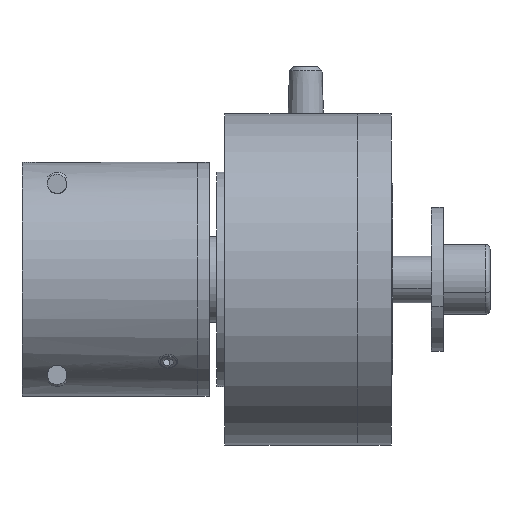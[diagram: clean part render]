
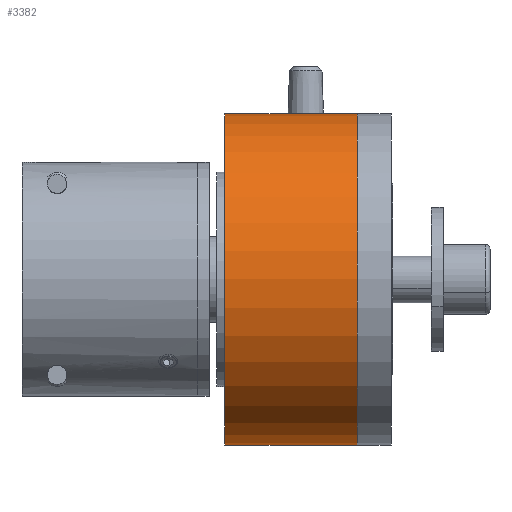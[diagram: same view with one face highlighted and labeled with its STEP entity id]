
A CAD part, front view. The second image highlights one B-rep face of the part: STEP entity #3382.
In plain terms, the highlighted cylindrical face has radius 42.5 mm (diameter 85 mm), a partial arc.
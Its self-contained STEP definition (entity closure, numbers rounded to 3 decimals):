
#947 = ORIENTED_EDGE ( 'NONE', *, *, #10859, .T. ) ;
#1500 = CIRCLE ( 'NONE', #10371, 42.5 ) ;
#3264 = DIRECTION ( 'NONE',  ( -1., 0., 0. ) ) ;
#3285 = DIRECTION ( 'NONE',  ( -1., 0., 0. ) ) ;
#3382 = ADVANCED_FACE ( 'NONE', ( #15510 ), #15010, .T. ) ;
#5368 = DIRECTION ( 'NONE',  ( -1., 0., 0. ) ) ;
#6063 = EDGE_CURVE ( 'NONE', #7269, #16651, #19136, .T. ) ;
#6226 = DIRECTION ( 'NONE',  ( 0., 0., 1. ) ) ;
#6239 = VECTOR ( 'NONE', #3285, 1000. ) ;
#6716 = EDGE_CURVE ( 'NONE', #7269, #17061, #1500, .T. ) ;
#6813 = LINE ( 'NONE', #19248, #8292 ) ;
#6992 = CARTESIAN_POINT ( 'NONE',  ( 36.8, 0., 42.5 ) ) ;
#7269 = VERTEX_POINT ( 'NONE', #18386 ) ;
#8292 = VECTOR ( 'NONE', #13001, 1000. ) ;
#8561 = CIRCLE ( 'NONE', #9191, 42.5 ) ;
#9191 = AXIS2_PLACEMENT_3D ( 'NONE', #15491, #10620, #16806 ) ;
#10371 = AXIS2_PLACEMENT_3D ( 'NONE', #12638, #3264, #6226 ) ;
#10511 = CARTESIAN_POINT ( 'NONE',  ( -39.259, 0., -42.5 ) ) ;
#10620 = DIRECTION ( 'NONE',  ( -1., 0., 0. ) ) ;
#10859 = EDGE_CURVE ( 'NONE', #17061, #18640, #6813, .T. ) ;
#12638 = CARTESIAN_POINT ( 'NONE',  ( 36.8, 0., 0. ) ) ;
#13001 = DIRECTION ( 'NONE',  ( -1., 0., 0. ) ) ;
#13565 = CARTESIAN_POINT ( 'NONE',  ( 2.8, 0., 42.5 ) ) ;
#14778 = DIRECTION ( 'NONE',  ( 0., 0., 1. ) ) ;
#15010 = CYLINDRICAL_SURFACE ( 'NONE', #17277, 42.5 ) ;
#15101 = EDGE_LOOP ( 'NONE', ( #20315, #15543, #947, #18542 ) ) ;
#15491 = CARTESIAN_POINT ( 'NONE',  ( 2.8, 0., 0. ) ) ;
#15510 = FACE_OUTER_BOUND ( 'NONE', #15101, .T. ) ;
#15543 = ORIENTED_EDGE ( 'NONE', *, *, #6716, .T. ) ;
#16651 = VERTEX_POINT ( 'NONE', #18430 ) ;
#16806 = DIRECTION ( 'NONE',  ( 0., 0., 1. ) ) ;
#17061 = VERTEX_POINT ( 'NONE', #6992 ) ;
#17206 = EDGE_CURVE ( 'NONE', #16651, #18640, #8561, .T. ) ;
#17277 = AXIS2_PLACEMENT_3D ( 'NONE', #18038, #5368, #14778 ) ;
#18038 = CARTESIAN_POINT ( 'NONE',  ( -39.259, 0., 0. ) ) ;
#18386 = CARTESIAN_POINT ( 'NONE',  ( 36.8, 0., -42.5 ) ) ;
#18430 = CARTESIAN_POINT ( 'NONE',  ( 2.8, 0., -42.5 ) ) ;
#18542 = ORIENTED_EDGE ( 'NONE', *, *, #17206, .F. ) ;
#18640 = VERTEX_POINT ( 'NONE', #13565 ) ;
#19136 = LINE ( 'NONE', #10511, #6239 ) ;
#19248 = CARTESIAN_POINT ( 'NONE',  ( -39.259, 0., 42.5 ) ) ;
#20315 = ORIENTED_EDGE ( 'NONE', *, *, #6063, .F. ) ;
